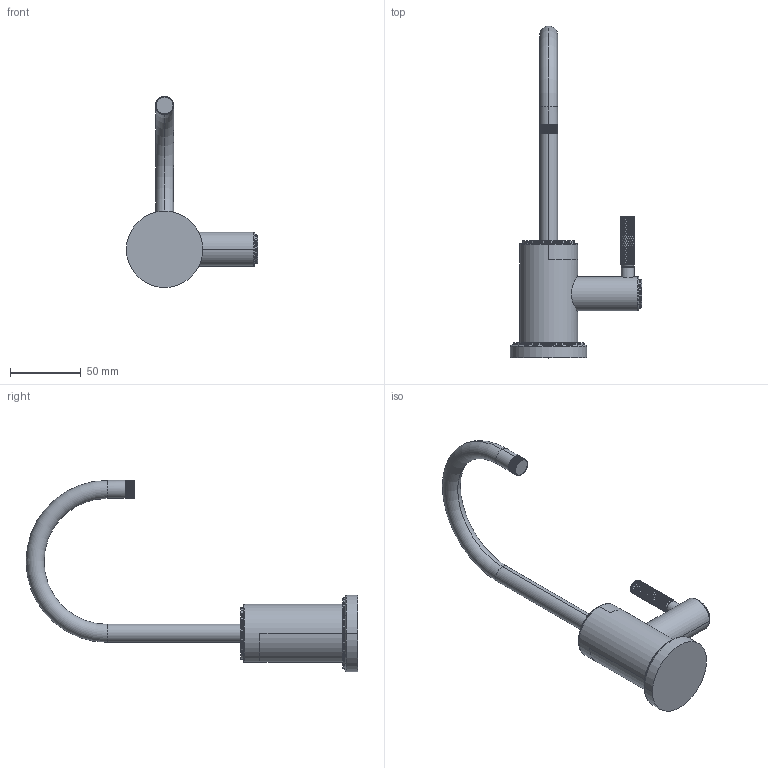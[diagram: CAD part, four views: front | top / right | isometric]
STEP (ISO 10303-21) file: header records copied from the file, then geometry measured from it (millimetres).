
FILE_DESCRIPTION((''),'2;1');
FILE_NAME('3290-5623','2021-04-22T14:23:24',('jinson.thomas'),(''),'CREO PARAMETRIC BY PTC INC, 2018400','CREO PARAMETRIC BY PTC INC, 2018400','');
FILE_SCHEMA(('CONFIG_CONTROL_DESIGN'));
Products named in the file (1): 3290-5623
Bounding box: 92.65 x 234.26 x 134.94 mm (x, y, z)
Volume: 176320.6 mm3; surface area: 32261.3 mm2
Topology: 1 solids, 1 shells, 3509 faces, 7268 edges, 3768 vertices
Faces by surface type: bspline 2752, cylinder 690, plane 39, torus 28
Entity records: 141475 total; most frequent: CARTESIAN_POINT 91644, ORIENTED_EDGE 14536, EDGE_CURVE 7268, B_SPLINE_CURVE_WITH_KNOTS 7052, VERTEX_POINT 3768, EDGE_LOOP 3516, FACE_OUTER_BOUND 3509, ADVANCED_FACE 3509
